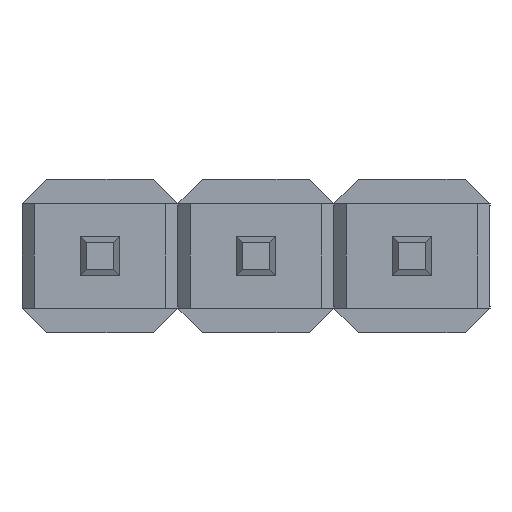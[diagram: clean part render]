
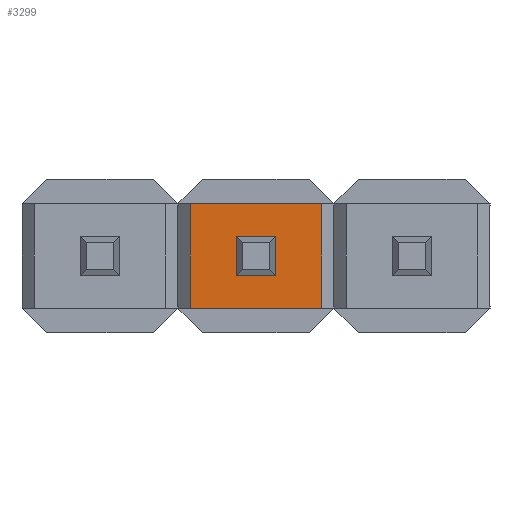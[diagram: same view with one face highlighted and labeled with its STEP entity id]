
A CAD part, front view. The second image highlights one B-rep face of the part: STEP entity #3299.
In plain terms, the highlighted planar face has unit normal (0, -1, 0).
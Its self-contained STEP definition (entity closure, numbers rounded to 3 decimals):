
#80 = ORIENTED_EDGE ( 'NONE', *, *, #743, .T. ) ;
#106 = CARTESIAN_POINT ( 'NONE',  ( 2.22, 0.54, 0.32 ) ) ;
#119 = EDGE_CURVE ( 'NONE', #2451, #994, #493, .T. ) ;
#235 = EDGE_CURVE ( 'NONE', #1198, #1292, #604, .T. ) ;
#394 = EDGE_CURVE ( 'NONE', #1198, #1413, #746, .T. ) ;
#416 = VERTEX_POINT ( 'NONE', #763 ) ;
#459 = DIRECTION ( 'NONE',  ( 0., 0., -1. ) ) ;
#493 = LINE ( 'NONE', #1619, #1641 ) ;
#561 = EDGE_CURVE ( 'NONE', #994, #3559, #2548, .T. ) ;
#604 = LINE ( 'NONE', #1734, #1000 ) ;
#613 = ORIENTED_EDGE ( 'NONE', *, *, #2041, .T. ) ;
#629 = ORIENTED_EDGE ( 'NONE', *, *, #235, .F. ) ;
#677 = LINE ( 'NONE', #1830, #1997 ) ;
#719 = VECTOR ( 'NONE', #1214, 1000. ) ;
#720 = LINE ( 'NONE', #1875, #2748 ) ;
#743 = EDGE_CURVE ( 'NONE', #1413, #2552, #677, .T. ) ;
#746 = LINE ( 'NONE', #1894, #1132 ) ;
#754 = CARTESIAN_POINT ( 'NONE',  ( 1.27, 0.54, 0.85 ) ) ;
#763 = CARTESIAN_POINT ( 'NONE',  ( 2.86, 0.54, 0.32 ) ) ;
#771 = EDGE_CURVE ( 'NONE', #416, #2451, #1846, .T. ) ;
#883 = ORIENTED_EDGE ( 'NONE', *, *, #119, .T. ) ;
#994 = VERTEX_POINT ( 'NONE', #2585 ) ;
#1000 = VECTOR ( 'NONE', #2898, 1000. ) ;
#1025 = EDGE_LOOP ( 'NONE', ( #1165, #883, #2028, #613 ) ) ;
#1034 = FACE_BOUND ( 'NONE', #1025, .T. ) ;
#1132 = VECTOR ( 'NONE', #3062, 1000. ) ;
#1165 = ORIENTED_EDGE ( 'NONE', *, *, #771, .T. ) ;
#1198 = VERTEX_POINT ( 'NONE', #2970 ) ;
#1214 = DIRECTION ( 'NONE',  ( 1., 0., 0. ) ) ;
#1292 = VERTEX_POINT ( 'NONE', #1294 ) ;
#1294 = CARTESIAN_POINT ( 'NONE',  ( 1.47, 0.54, 0.85 ) ) ;
#1413 = VERTEX_POINT ( 'NONE', #1908 ) ;
#1428 = CARTESIAN_POINT ( 'NONE',  ( 3.61, 0.54, 0.85 ) ) ;
#1525 = CARTESIAN_POINT ( 'NONE',  ( 2.22, 0.54, 0.32 ) ) ;
#1619 = CARTESIAN_POINT ( 'NONE',  ( 2.22, 0.54, -0.32 ) ) ;
#1641 = VECTOR ( 'NONE', #2775, 1000. ) ;
#1734 = CARTESIAN_POINT ( 'NONE',  ( 1.47, 0.54, -0.85 ) ) ;
#1742 = ORIENTED_EDGE ( 'NONE', *, *, #394, .T. ) ;
#1830 = CARTESIAN_POINT ( 'NONE',  ( 3.61, 0.54, -0.85 ) ) ;
#1846 = LINE ( 'NONE', #3006, #2004 ) ;
#1866 = VECTOR ( 'NONE', #3145, 1000. ) ;
#1875 = CARTESIAN_POINT ( 'NONE',  ( 1.27, 0.54, 0.85 ) ) ;
#1894 = CARTESIAN_POINT ( 'NONE',  ( 1.27, 0.54, -0.85 ) ) ;
#1901 = DIRECTION ( 'NONE',  ( 0., 1., 0. ) ) ;
#1908 = CARTESIAN_POINT ( 'NONE',  ( 3.61, 0.54, -0.85 ) ) ;
#1978 = CARTESIAN_POINT ( 'NONE',  ( 2.22, 0.54, 0.32 ) ) ;
#1997 = VECTOR ( 'NONE', #2990, 1000. ) ;
#2004 = VECTOR ( 'NONE', #459, 1000. ) ;
#2028 = ORIENTED_EDGE ( 'NONE', *, *, #561, .T. ) ;
#2034 = CARTESIAN_POINT ( 'NONE',  ( 2.86, 0.54, -0.32 ) ) ;
#2041 = EDGE_CURVE ( 'NONE', #3559, #416, #2667, .T. ) ;
#2190 = FACE_OUTER_BOUND ( 'NONE', #2368, .T. ) ;
#2336 = ORIENTED_EDGE ( 'NONE', *, *, #2844, .F. ) ;
#2368 = EDGE_LOOP ( 'NONE', ( #1742, #80, #2336, #629 ) ) ;
#2451 = VERTEX_POINT ( 'NONE', #2034 ) ;
#2548 = LINE ( 'NONE', #1978, #1866 ) ;
#2552 = VERTEX_POINT ( 'NONE', #1428 ) ;
#2585 = CARTESIAN_POINT ( 'NONE',  ( 2.22, 0.54, -0.32 ) ) ;
#2667 = LINE ( 'NONE', #106, #719 ) ;
#2748 = VECTOR ( 'NONE', #3043, 1000. ) ;
#2775 = DIRECTION ( 'NONE',  ( -1., 0., 0. ) ) ;
#2844 = EDGE_CURVE ( 'NONE', #1292, #2552, #720, .T. ) ;
#2898 = DIRECTION ( 'NONE',  ( 0., 0., 1. ) ) ;
#2970 = CARTESIAN_POINT ( 'NONE',  ( 1.47, 0.54, -0.85 ) ) ;
#2990 = DIRECTION ( 'NONE',  ( 0., 0., 1. ) ) ;
#3006 = CARTESIAN_POINT ( 'NONE',  ( 2.86, 0.54, 0.32 ) ) ;
#3027 = AXIS2_PLACEMENT_3D ( 'NONE', #754, #1901, #3070 ) ;
#3043 = DIRECTION ( 'NONE',  ( 1., 0., 0. ) ) ;
#3062 = DIRECTION ( 'NONE',  ( 1., 0., 0. ) ) ;
#3070 = DIRECTION ( 'NONE',  ( 0., 0., 1. ) ) ;
#3145 = DIRECTION ( 'NONE',  ( 0., 0., 1. ) ) ;
#3299 = ADVANCED_FACE ( 'NONE', ( #1034, #2190 ), #3349, .F. ) ;
#3349 = PLANE ( 'NONE',  #3027 ) ;
#3559 = VERTEX_POINT ( 'NONE', #1525 ) ;
